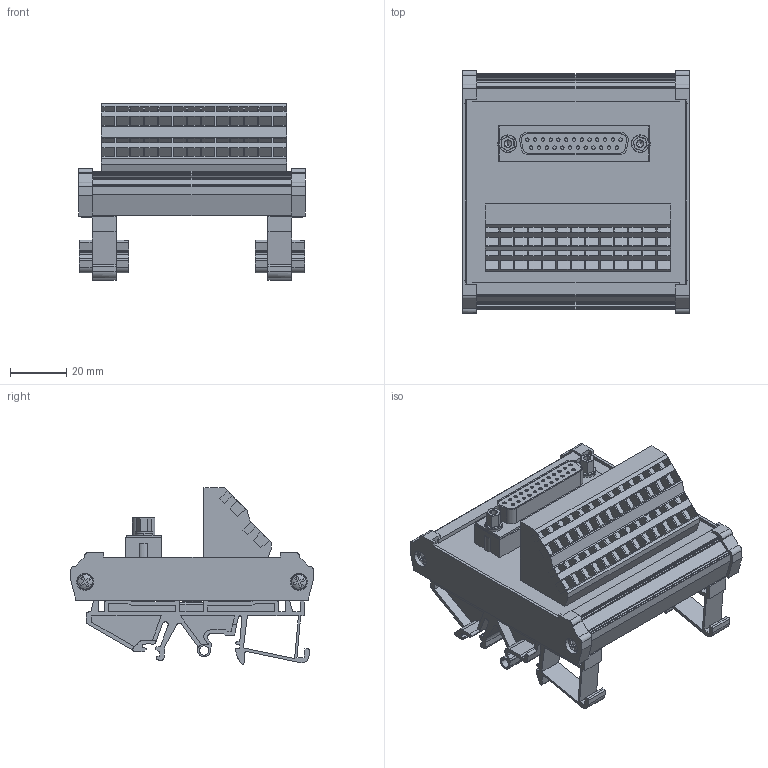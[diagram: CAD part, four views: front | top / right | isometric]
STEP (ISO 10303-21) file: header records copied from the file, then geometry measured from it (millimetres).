
FILE_DESCRIPTION(('CATIA V5R22 STEP214','CAx-IF Rec.Pracs.--- Model Styling and Organization---1.4--- 2014-01-23'),'2;1');
FILE_NAME ('032170-1_0', '2021-08-10T06:54:25+00:00', ('Weidmueller Interface'), ('Weidmueller'), 'CATIA Version 5-6 Release 2016 SP3 HF44', 'CATIA V5 STEP AP214', 'none');
FILE_SCHEMA(('AUTOMOTIVE_DESIGN { 1 0 10303 214 1 1 1 1 }'));
Products named in the file (1): 8537380000_RS SD25 BZ
Bounding box: 80.5 x 86.4 x 62.65 mm (x, y, z)
Volume: 81160.2 mm3; surface area: 68097.7 mm2
Topology: 1 solids, 9 shells, 1542 faces, 4385 edges, 2901 vertices
Faces by surface type: plane 1109, cylinder 409, torus 8, sphere 8, cone 8
Entity records: 53029 total; most frequent: CARTESIAN_POINT 11822, ORIENTED_EDGE 8762, DIRECTION 7123, EDGE_CURVE 4381, VECTOR 3379, LINE 3379, VERTEX_POINT 2901, AXIS2_PLACEMENT_3D 2205
